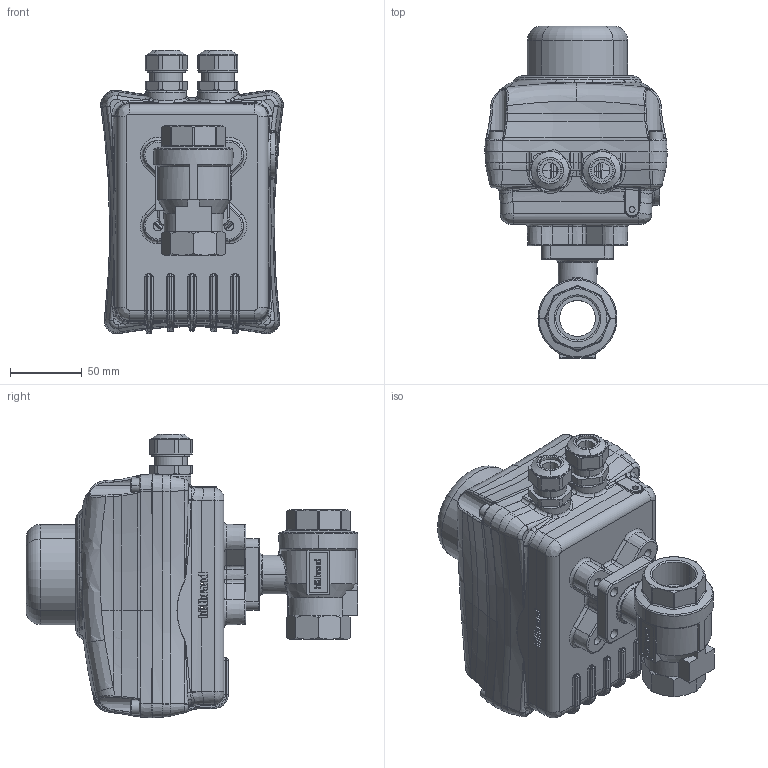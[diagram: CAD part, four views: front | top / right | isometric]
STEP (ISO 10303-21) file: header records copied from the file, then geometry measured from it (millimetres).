
FILE_DESCRIPTION (( 'STEP AP214' ), '1' );
FILE_NAME ('08 05 07X TW 230.step', '2019-07-10T08:09:34', ( '' ), ( '' ), 'SwSTEP 2.0', 'SolidWorks 2018', '' );
FILE_SCHEMA (( 'AUTOMOTIVE_DESIGN' ));
Length unit declared in the file: millimetre
Products named in the file (5): Rot; 08 05 230; 0887E 10; Gelb; 08 05 07X TW 230
Assembly tree (4 placements, depth 2):
  08 05 07X TW 230
    08 05 230
    0887E 10
    Rot
    Gelb
Bounding box: 127.04 x 231 x 197.43 mm (x, y, z)
Volume: 81079 mm3; surface area: 157562.8 mm2
Topology: 4 solids, 18 shells, 1983 faces, 5398 edges, 3388 vertices
Faces by surface type: bspline 706, plane 587, cylinder 437, cone 206, torus 47
Entity records: 104322 total; most frequent: CARTESIAN_POINT 38703, ORIENTED_EDGE 10178, DIRECTION 7441, EDGE_CURVE 5364, VERTEX_POINT 3388, AXIS2_PLACEMENT_3D 2732, EDGE_LOOP 2093, FACE_OUTER_BOUND 1983
